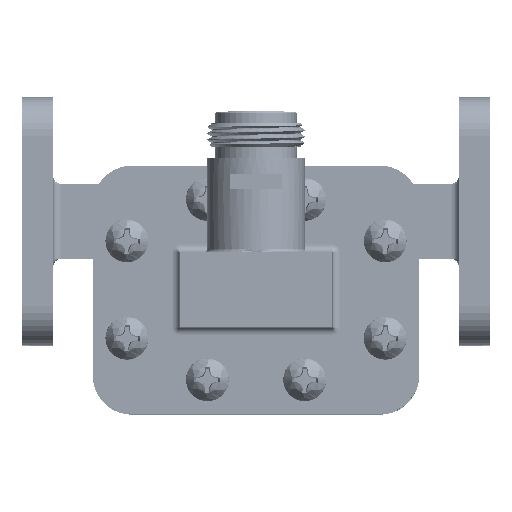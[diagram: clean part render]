
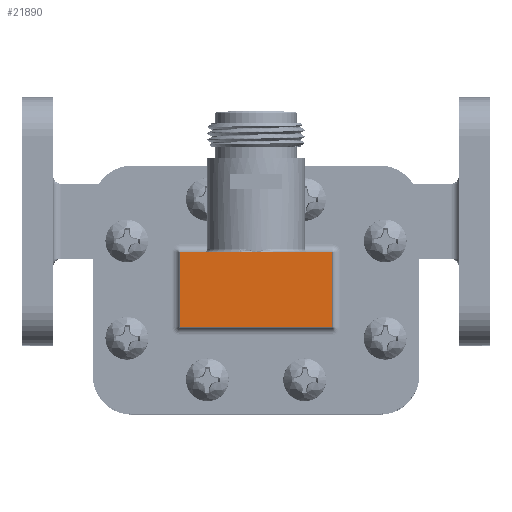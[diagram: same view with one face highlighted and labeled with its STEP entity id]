
A CAD part, top view. The second image highlights one B-rep face of the part: STEP entity #21890.
In plain terms, the highlighted face is planar.
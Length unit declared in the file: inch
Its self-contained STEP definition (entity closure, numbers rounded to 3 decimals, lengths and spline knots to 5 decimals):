
#498 = LINE ( 'NONE', #12880, #21074 ) ;
#521 = AXIS2_PLACEMENT_3D ( 'NONE', #9819, #30808, #17909 ) ;
#2347 = LINE ( 'NONE', #25795, #6123 ) ;
#2825 = VECTOR ( 'NONE', #20594, 39.37008 ) ;
#5277 = DIRECTION ( 'NONE',  ( 0., 1., 0. ) ) ;
#5341 = ORIENTED_EDGE ( 'NONE', *, *, #30092, .F. ) ;
#6123 = VECTOR ( 'NONE', #20419, 39.37008 ) ;
#6288 = ORIENTED_EDGE ( 'NONE', *, *, #26244, .F. ) ;
#6724 = CARTESIAN_POINT ( 'NONE',  ( -0.49, 0.24, -0.75 ) ) ;
#6841 = PLANE ( 'NONE',  #521 ) ;
#7051 = CARTESIAN_POINT ( 'NONE',  ( 0.11358, 0.24, -0.75 ) ) ;
#9109 = DIRECTION ( 'NONE',  ( -1., 0., 0. ) ) ;
#9449 = VERTEX_POINT ( 'NONE', #6724 ) ;
#9819 = CARTESIAN_POINT ( 'NONE',  ( 0., 0., -0.75 ) ) ;
#10558 = LINE ( 'NONE', #12929, #27728 ) ;
#11781 = ORIENTED_EDGE ( 'NONE', *, *, #12827, .F. ) ;
#12537 = ORIENTED_EDGE ( 'NONE', *, *, #28497, .F. ) ;
#12815 = DIRECTION ( 'NONE',  ( 0., -1., 0. ) ) ;
#12827 = EDGE_CURVE ( 'NONE', #13057, #21969, #27108, .T. ) ;
#12880 = CARTESIAN_POINT ( 'NONE',  ( -0.49, 0.24, -0.75 ) ) ;
#12929 = CARTESIAN_POINT ( 'NONE',  ( -0.49, -0.24, -0.75 ) ) ;
#13057 = VERTEX_POINT ( 'NONE', #16928 ) ;
#13352 = LINE ( 'NONE', #27765, #23361 ) ;
#14800 = CARTESIAN_POINT ( 'NONE',  ( -0.11358, 0.24, -0.75 ) ) ;
#14858 = ORIENTED_EDGE ( 'NONE', *, *, #33564, .F. ) ;
#16016 = ORIENTED_EDGE ( 'NONE', *, *, #21518, .F. ) ;
#16292 = CARTESIAN_POINT ( 'NONE',  ( 0.49, 0.24, -0.75 ) ) ;
#16928 = CARTESIAN_POINT ( 'NONE',  ( -0.49, -0.24, -0.75 ) ) ;
#17909 = DIRECTION ( 'NONE',  ( 1., 0., 0. ) ) ;
#17924 = FACE_OUTER_BOUND ( 'NONE', #29086, .T. ) ;
#18268 = VECTOR ( 'NONE', #5277, 39.37008 ) ;
#20419 = DIRECTION ( 'NONE',  ( -1., 0., 0. ) ) ;
#20594 = DIRECTION ( 'NONE',  ( -1., 0., 0. ) ) ;
#20718 = CARTESIAN_POINT ( 'NONE',  ( -0.49, 0.24, -0.75 ) ) ;
#21074 = VECTOR ( 'NONE', #31497, 39.37008 ) ;
#21518 = EDGE_CURVE ( 'NONE', #31857, #28173, #2347, .T. ) ;
#21890 = ADVANCED_FACE ( 'NONE', ( #17924 ), #6841, .F. ) ;
#21969 = VERTEX_POINT ( 'NONE', #25989 ) ;
#22835 = EDGE_CURVE ( 'NONE', #21969, #25996, #30449, .T. ) ;
#23361 = VECTOR ( 'NONE', #9109, 39.37008 ) ;
#25795 = CARTESIAN_POINT ( 'NONE',  ( -0.49, 0.24, -0.75 ) ) ;
#25989 = CARTESIAN_POINT ( 'NONE',  ( 0.49, -0.24, -0.75 ) ) ;
#25996 = VERTEX_POINT ( 'NONE', #16292 ) ;
#26244 = EDGE_CURVE ( 'NONE', #33002, #9449, #13352, .T. ) ;
#26526 = DIRECTION ( 'NONE',  ( 1., 0., 0. ) ) ;
#27108 = LINE ( 'NONE', #29337, #33802 ) ;
#27728 = VECTOR ( 'NONE', #12815, 39.37008 ) ;
#27765 = CARTESIAN_POINT ( 'NONE',  ( -0.49, 0.24, -0.75 ) ) ;
#28023 = LINE ( 'NONE', #20718, #2825 ) ;
#28173 = VERTEX_POINT ( 'NONE', #32395 ) ;
#28497 = EDGE_CURVE ( 'NONE', #9449, #13057, #10558, .T. ) ;
#29086 = EDGE_LOOP ( 'NONE', ( #11781, #12537, #6288, #14858, #16016, #5341, #31847 ) ) ;
#29337 = CARTESIAN_POINT ( 'NONE',  ( -0.49, -0.24, -0.75 ) ) ;
#30092 = EDGE_CURVE ( 'NONE', #25996, #31857, #28023, .T. ) ;
#30449 = LINE ( 'NONE', #32158, #18268 ) ;
#30808 = DIRECTION ( 'NONE',  ( 0., 0., 1. ) ) ;
#31497 = DIRECTION ( 'NONE',  ( -1., 0., 0. ) ) ;
#31847 = ORIENTED_EDGE ( 'NONE', *, *, #22835, .F. ) ;
#31857 = VERTEX_POINT ( 'NONE', #7051 ) ;
#32158 = CARTESIAN_POINT ( 'NONE',  ( 0.49, -0.24, -0.75 ) ) ;
#32395 = CARTESIAN_POINT ( 'NONE',  ( 0., 0.24, -0.75 ) ) ;
#33002 = VERTEX_POINT ( 'NONE', #14800 ) ;
#33564 = EDGE_CURVE ( 'NONE', #28173, #33002, #498, .T. ) ;
#33802 = VECTOR ( 'NONE', #26526, 39.37008 ) ;
